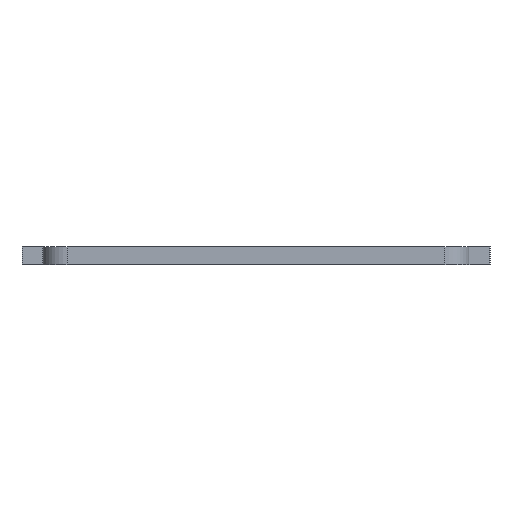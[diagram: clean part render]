
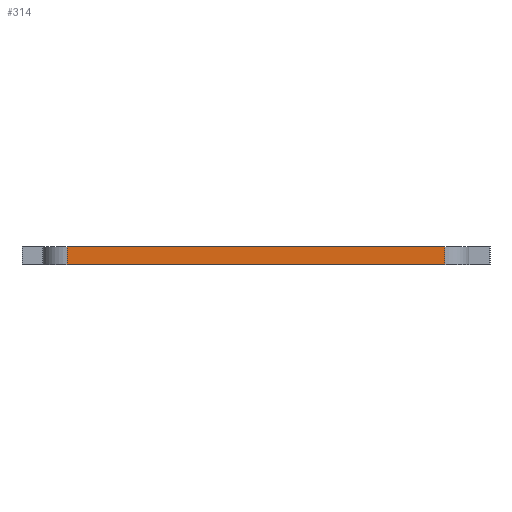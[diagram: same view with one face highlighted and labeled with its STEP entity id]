
A CAD part, left-side view. The second image highlights one B-rep face of the part: STEP entity #314.
In plain terms, the highlighted planar face has unit normal (-1, 0, 0).
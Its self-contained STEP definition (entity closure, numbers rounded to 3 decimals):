
#12 = ORIENTED_EDGE ( 'NONE', *, *, #1001, .T. ) ;
#25 = VERTEX_POINT ( 'NONE', #754 ) ;
#40 = PLANE ( 'NONE',  #266 ) ;
#68 = LINE ( 'NONE', #753, #245 ) ;
#71 = FACE_OUTER_BOUND ( 'NONE', #629, .T. ) ;
#135 = CARTESIAN_POINT ( 'NONE',  ( -20., 15.75, 0. ) ) ;
#145 = DIRECTION ( 'NONE',  ( 0., 1., 0. ) ) ;
#146 = EDGE_CURVE ( 'NONE', #586, #217, #1098, .T. ) ;
#149 = LINE ( 'NONE', #743, #193 ) ;
#193 = VECTOR ( 'NONE', #1041, 1000. ) ;
#217 = VERTEX_POINT ( 'NONE', #135 ) ;
#245 = VECTOR ( 'NONE', #1037, 1000. ) ;
#266 = AXIS2_PLACEMENT_3D ( 'NONE', #826, #1130, #145 ) ;
#314 = ADVANCED_FACE ( 'NONE', ( #71 ), #40, .F. ) ;
#339 = ORIENTED_EDGE ( 'NONE', *, *, #714, .F. ) ;
#419 = DIRECTION ( 'NONE',  ( 0., 0., -1. ) ) ;
#581 = ORIENTED_EDGE ( 'NONE', *, *, #757, .F. ) ;
#586 = VERTEX_POINT ( 'NONE', #718 ) ;
#629 = EDGE_LOOP ( 'NONE', ( #12, #581, #339, #1251 ) ) ;
#714 = EDGE_CURVE ( 'NONE', #586, #1265, #68, .T. ) ;
#718 = CARTESIAN_POINT ( 'NONE',  ( -20., 15.75, 1.5 ) ) ;
#743 = CARTESIAN_POINT ( 'NONE',  ( -20., -15.75, 1.5 ) ) ;
#753 = CARTESIAN_POINT ( 'NONE',  ( -20., 15.75, 1.5 ) ) ;
#754 = CARTESIAN_POINT ( 'NONE',  ( -20., -15.75, 0. ) ) ;
#757 = EDGE_CURVE ( 'NONE', #1265, #25, #149, .T. ) ;
#763 = LINE ( 'NONE', #812, #1002 ) ;
#812 = CARTESIAN_POINT ( 'NONE',  ( -20., 15.75, 0. ) ) ;
#826 = CARTESIAN_POINT ( 'NONE',  ( -20., 15.75, 1.5 ) ) ;
#902 = DIRECTION ( 'NONE',  ( 0., -1., 0. ) ) ;
#1001 = EDGE_CURVE ( 'NONE', #217, #25, #763, .T. ) ;
#1002 = VECTOR ( 'NONE', #902, 1000. ) ;
#1037 = DIRECTION ( 'NONE',  ( 0., -1., 0. ) ) ;
#1041 = DIRECTION ( 'NONE',  ( 0., 0., -1. ) ) ;
#1098 = LINE ( 'NONE', #1211, #1261 ) ;
#1130 = DIRECTION ( 'NONE',  ( 1., 0., 0. ) ) ;
#1153 = CARTESIAN_POINT ( 'NONE',  ( -20., -15.75, 1.5 ) ) ;
#1211 = CARTESIAN_POINT ( 'NONE',  ( -20., 15.75, 1.5 ) ) ;
#1251 = ORIENTED_EDGE ( 'NONE', *, *, #146, .T. ) ;
#1261 = VECTOR ( 'NONE', #419, 1000. ) ;
#1265 = VERTEX_POINT ( 'NONE', #1153 ) ;
